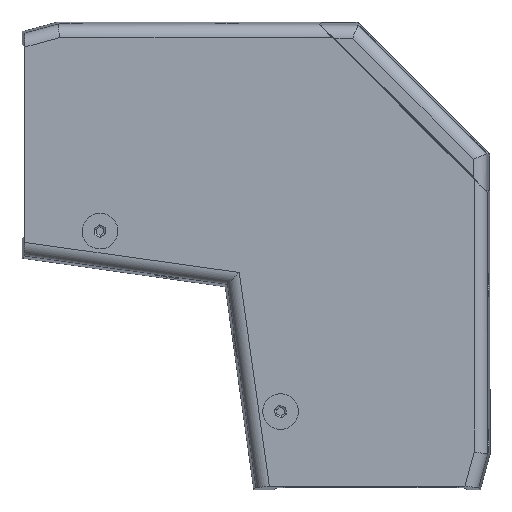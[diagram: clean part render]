
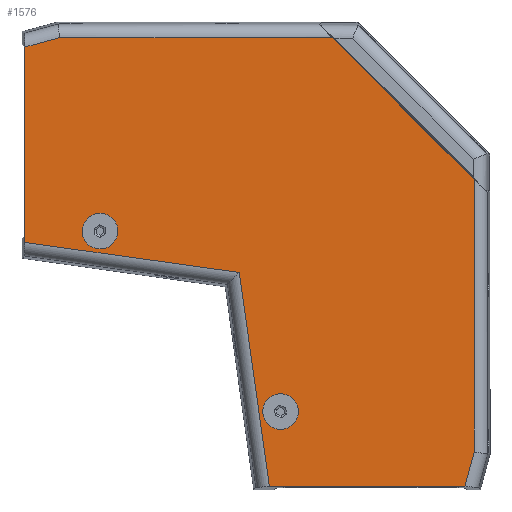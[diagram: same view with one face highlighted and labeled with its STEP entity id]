
A CAD part, top view. The second image highlights one B-rep face of the part: STEP entity #1576.
In plain terms, the highlighted planar face has unit normal (0, 0, 1).
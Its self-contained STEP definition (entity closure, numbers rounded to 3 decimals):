
#1359 = VERTEX_POINT ( 'NONE', #10766 ) ;
#1480 = VERTEX_POINT ( 'NONE', #10900 ) ;
#1493 = EDGE_CURVE ( 'NONE', #1480, #1359, #10926, .T. ) ;
#1502 = EDGE_CURVE ( 'NONE', #18323, #15775, #10912, .T. ) ;
#1515 = EDGE_LOOP ( 'NONE', ( #1516, #1517, #18338, #1550, #1552, #18331, #18334, #18335, #1533 ) ) ;
#1516 = ORIENTED_EDGE ( 'NONE', *, *, #1502, .T. ) ;
#1517 = ORIENTED_EDGE ( 'NONE', *, *, #18336, .T. ) ;
#1518 = EDGE_CURVE ( 'NONE', #18225, #20186, #10936, .T. ) ;
#1519 = ORIENTED_EDGE ( 'NONE', *, *, #18238, .F. ) ;
#1526 = EDGE_CURVE ( 'NONE', #22136, #5940, #10973, .T. ) ;
#1527 = ORIENTED_EDGE ( 'NONE', *, *, #20177, .F. ) ;
#1528 = ORIENTED_EDGE ( 'NONE', *, *, #1526, .F. ) ;
#1530 = EDGE_LOOP ( 'NONE', ( #1528, #1527 ) ) ;
#1531 = EDGE_CURVE ( 'NONE', #18206, #1532, #10968, .T. ) ;
#1532 = VERTEX_POINT ( 'NONE', #10964 ) ;
#1533 = ORIENTED_EDGE ( 'NONE', *, *, #1535, .T. ) ;
#1535 = EDGE_CURVE ( 'NONE', #1532, #18323, #10963, .T. ) ;
#1550 = ORIENTED_EDGE ( 'NONE', *, *, #1493, .T. ) ;
#1552 = ORIENTED_EDGE ( 'NONE', *, *, #1554, .T. ) ;
#1554 = EDGE_CURVE ( 'NONE', #1359, #1556, #10950, .T. ) ;
#1556 = VERTEX_POINT ( 'NONE', #10946 ) ;
#1576 = ADVANCED_FACE ( 'NONE', ( #10986, #10985, #10984 ), #10983, .T. ) ;
#3613 = CARTESIAN_POINT ( 'NONE',  ( -167.5, -94., 49. ) ) ;
#5940 = VERTEX_POINT ( 'NONE', #23702 ) ;
#9140 = EDGE_LOOP ( 'NONE', ( #14152, #1519 ) ) ;
#9747 = CARTESIAN_POINT ( 'NONE',  ( -11.323, -208.717, 49. ) ) ;
#10766 = CARTESIAN_POINT ( 'NONE',  ( -70.687, -7.128, 49. ) ) ;
#10900 = CARTESIAN_POINT ( 'NONE',  ( -7.128, -70.687, 49. ) ) ;
#10905 = DIRECTION ( 'NONE',  ( 1., 0., 0. ) ) ;
#10907 = VECTOR ( 'NONE', #10905, 1000. ) ;
#10908 = CARTESIAN_POINT ( 'NONE',  ( -106., -208.717, 49. ) ) ;
#10912 = LINE ( 'NONE', #10908, #10907 ) ;
#10923 = DIRECTION ( 'NONE',  ( -0.707, 0.707, 0. ) ) ;
#10924 = VECTOR ( 'NONE', #10923, 1000. ) ;
#10925 = CARTESIAN_POINT ( 'NONE',  ( -76.907, -0.907, 49. ) ) ;
#10926 = LINE ( 'NONE', #10925, #10924 ) ;
#10932 = DIRECTION ( 'NONE',  ( 1., 0., 0. ) ) ;
#10933 = DIRECTION ( 'NONE',  ( 0., 0., 1. ) ) ;
#10934 = CARTESIAN_POINT ( 'NONE',  ( -94., -175., 49. ) ) ;
#10935 = AXIS2_PLACEMENT_3D ( 'NONE', #10934, #10933, #10932 ) ;
#10936 = CIRCLE ( 'NONE', #10935, 7.5 ) ;
#10946 = CARTESIAN_POINT ( 'NONE',  ( -193.062, -7.128, 49. ) ) ;
#10947 = DIRECTION ( 'NONE',  ( -1., 0., 0. ) ) ;
#10948 = VECTOR ( 'NONE', #10947, 1000. ) ;
#10949 = CARTESIAN_POINT ( 'NONE',  ( -193.831, -7.128, 49. ) ) ;
#10950 = LINE ( 'NONE', #10949, #10948 ) ;
#10960 = DIRECTION ( 'NONE',  ( 0.139, -0.99, 0. ) ) ;
#10961 = VECTOR ( 'NONE', #10960, 1000. ) ;
#10962 = CARTESIAN_POINT ( 'NONE',  ( -99.097, -207.903, 49. ) ) ;
#10963 = LINE ( 'NONE', #10962, #10961 ) ;
#10964 = CARTESIAN_POINT ( 'NONE',  ( -112.504, -112.504, 49. ) ) ;
#10965 = DIRECTION ( 'NONE',  ( 0.99, -0.139, 0. ) ) ;
#10966 = VECTOR ( 'NONE', #10965, 1000. ) ;
#10967 = CARTESIAN_POINT ( 'NONE',  ( -116.866, -111.891, 49. ) ) ;
#10968 = LINE ( 'NONE', #10967, #10966 ) ;
#10969 = DIRECTION ( 'NONE',  ( 1., 0., 0. ) ) ;
#10970 = DIRECTION ( 'NONE',  ( 0., 0., 1. ) ) ;
#10971 = CARTESIAN_POINT ( 'NONE',  ( -175., -94., 49. ) ) ;
#10972 = AXIS2_PLACEMENT_3D ( 'NONE', #10971, #10970, #10969 ) ;
#10973 = CIRCLE ( 'NONE', #10972, 7.5 ) ;
#10979 = DIRECTION ( 'NONE',  ( 1., 0., 0. ) ) ;
#10980 = DIRECTION ( 'NONE',  ( 0., 0., 1. ) ) ;
#10981 = AXIS2_PLACEMENT_3D ( 'NONE', #10982, #10980, #10979 ) ;
#10982 = CARTESIAN_POINT ( 'NONE',  ( 15.103, -137.636, 49. ) ) ;
#10983 = PLANE ( 'NONE',  #10981 ) ;
#10984 = FACE_OUTER_BOUND ( 'NONE', #1515, .T. ) ;
#10985 = FACE_BOUND ( 'NONE', #9140, .T. ) ;
#10986 = FACE_BOUND ( 'NONE', #1530, .T. ) ;
#11431 = DIRECTION ( 'NONE',  ( 0., -1., 0. ) ) ;
#11432 = VECTOR ( 'NONE', #11431, 1000. ) ;
#11433 = CARTESIAN_POINT ( 'NONE',  ( -208.717, -4.287, 49. ) ) ;
#11434 = LINE ( 'NONE', #11433, #11432 ) ;
#11485 = CARTESIAN_POINT ( 'NONE',  ( -208.717, -98.982, 49. ) ) ;
#11505 = CARTESIAN_POINT ( 'NONE',  ( -208.717, -11.323, 49. ) ) ;
#11618 = CARTESIAN_POINT ( 'NONE',  ( -86.5, -175., 49. ) ) ;
#11641 = DIRECTION ( 'NONE',  ( 1., 0., 0. ) ) ;
#11642 = DIRECTION ( 'NONE',  ( 0., 0., 1. ) ) ;
#11644 = CARTESIAN_POINT ( 'NONE',  ( -94., -175., 49. ) ) ;
#11646 = AXIS2_PLACEMENT_3D ( 'NONE', #11644, #11642, #11641 ) ;
#11656 = CIRCLE ( 'NONE', #11646, 7.5 ) ;
#11870 = CARTESIAN_POINT ( 'NONE',  ( -98.982, -208.717, 49. ) ) ;
#11889 = DIRECTION ( 'NONE',  ( 0., 1., 0. ) ) ;
#11890 = VECTOR ( 'NONE', #11889, 1000. ) ;
#11891 = CARTESIAN_POINT ( 'NONE',  ( -7.128, -76.531, 49. ) ) ;
#11892 = LINE ( 'NONE', #11891, #11890 ) ;
#11893 = CARTESIAN_POINT ( 'NONE',  ( -7.128, -193.062, 49. ) ) ;
#11894 = DIRECTION ( 'NONE',  ( 0.259, 0.966, 0. ) ) ;
#11895 = VECTOR ( 'NONE', #11894, 1000. ) ;
#11896 = CARTESIAN_POINT ( 'NONE',  ( -6.929, -192.318, 49. ) ) ;
#11897 = LINE ( 'NONE', #11896, #11895 ) ;
#11898 = DIRECTION ( 'NONE',  ( -0.966, -0.259, 0. ) ) ;
#11899 = VECTOR ( 'NONE', #11898, 1000. ) ;
#11900 = CARTESIAN_POINT ( 'NONE',  ( -207.204, -10.918, 49. ) ) ;
#11901 = LINE ( 'NONE', #11900, #11899 ) ;
#14152 = ORIENTED_EDGE ( 'NONE', *, *, #1518, .F. ) ;
#15775 = VERTEX_POINT ( 'NONE', #9747 ) ;
#18198 = EDGE_CURVE ( 'NONE', #18203, #18206, #11434, .T. ) ;
#18203 = VERTEX_POINT ( 'NONE', #11505 ) ;
#18206 = VERTEX_POINT ( 'NONE', #11485 ) ;
#18225 = VERTEX_POINT ( 'NONE', #11618 ) ;
#18238 = EDGE_CURVE ( 'NONE', #20186, #18225, #11656, .T. ) ;
#18323 = VERTEX_POINT ( 'NONE', #11870 ) ;
#18331 = ORIENTED_EDGE ( 'NONE', *, *, #18333, .T. ) ;
#18333 = EDGE_CURVE ( 'NONE', #1556, #18203, #11901, .T. ) ;
#18334 = ORIENTED_EDGE ( 'NONE', *, *, #18198, .T. ) ;
#18335 = ORIENTED_EDGE ( 'NONE', *, *, #1531, .T. ) ;
#18336 = EDGE_CURVE ( 'NONE', #15775, #18337, #11897, .T. ) ;
#18337 = VERTEX_POINT ( 'NONE', #11893 ) ;
#18338 = ORIENTED_EDGE ( 'NONE', *, *, #18339, .T. ) ;
#18339 = EDGE_CURVE ( 'NONE', #18337, #1480, #11892, .T. ) ;
#20177 = EDGE_CURVE ( 'NONE', #5940, #22136, #25630, .T. ) ;
#20186 = VERTEX_POINT ( 'NONE', #25659 ) ;
#22136 = VERTEX_POINT ( 'NONE', #3613 ) ;
#23702 = CARTESIAN_POINT ( 'NONE',  ( -182.5, -94., 49. ) ) ;
#25623 = DIRECTION ( 'NONE',  ( 1., 0., 0. ) ) ;
#25624 = DIRECTION ( 'NONE',  ( 0., 0., 1. ) ) ;
#25625 = CARTESIAN_POINT ( 'NONE',  ( -175., -94., 49. ) ) ;
#25626 = AXIS2_PLACEMENT_3D ( 'NONE', #25625, #25624, #25623 ) ;
#25630 = CIRCLE ( 'NONE', #25626, 7.5 ) ;
#25659 = CARTESIAN_POINT ( 'NONE',  ( -101.5, -175., 49. ) ) ;
